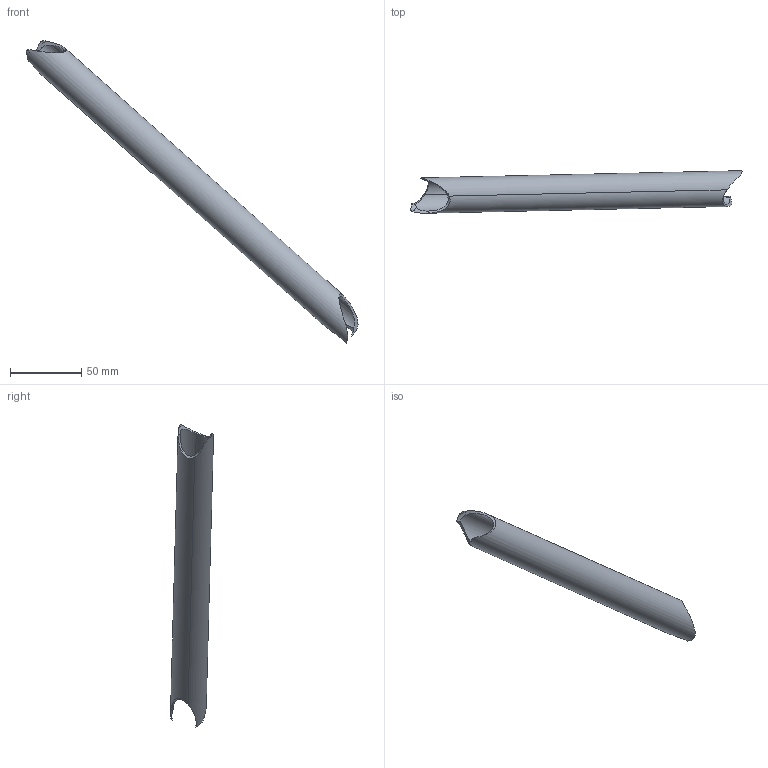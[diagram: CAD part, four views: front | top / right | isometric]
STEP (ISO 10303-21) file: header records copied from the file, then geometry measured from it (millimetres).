
FILE_DESCRIPTION(('STEP AP214'),'1');
FILE_NAME('Symmetry of Shape_849.stp','2019-03-04T09:44:34',(' '),(' '),'Spatial InterOp 3D',' ',' ');
FILE_SCHEMA(('AUTOMOTIVE_DESIGN { 1 0 10303 214 1 1 1 1 }'));
Length unit declared in the file: metre
Products named in the file (1): Corps principal
Bounding box: 233.58 x 30.29 x 212.65 mm (x, y, z)
Volume: 30578 mm3; surface area: 41290.3 mm2
Topology: 1 solids, 1 shells, 21 faces, 61 edges, 40 vertices
Faces by surface type: cylinder 18, plane 3
Entity records: 1907 total; most frequent: CARTESIAN_POINT 1216, ORIENTED_EDGE 122, DIRECTION 80, EDGE_CURVE 61, VERTEX_POINT 40, B_SPLINE_CURVE_WITH_KNOTS 37, AXIS2_PLACEMENT_3D 34, STYLED_ITEM 22
